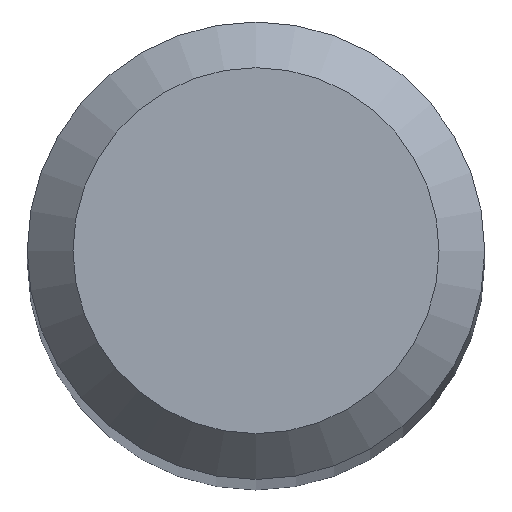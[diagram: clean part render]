
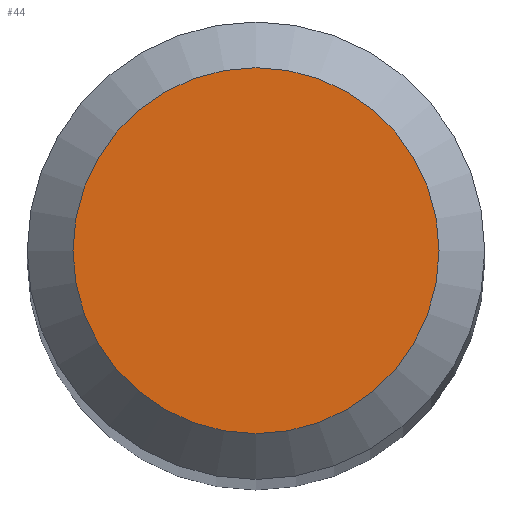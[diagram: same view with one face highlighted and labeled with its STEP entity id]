
A CAD part, top view. The second image highlights one B-rep face of the part: STEP entity #44.
In plain terms, the highlighted planar face has unit normal (0, 0, 1).
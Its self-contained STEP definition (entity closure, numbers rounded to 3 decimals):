
#13 = AXIS2_PLACEMENT_3D ( 'NONE', #57, #279, #150 ) ;
#14 = CARTESIAN_POINT ( 'NONE',  ( 0., 0., 46. ) ) ;
#36 = ORIENTED_EDGE ( 'NONE', *, *, #267, .F. ) ;
#44 = ADVANCED_FACE ( 'NONE', ( #167 ), #195, .T. ) ;
#57 = CARTESIAN_POINT ( 'NONE',  ( 0., 0., 46. ) ) ;
#110 = VERTEX_POINT ( 'NONE', #353 ) ;
#139 = DIRECTION ( 'NONE',  ( 0., -1., 0. ) ) ;
#150 = DIRECTION ( 'NONE',  ( 0., 1., 0. ) ) ;
#167 = FACE_OUTER_BOUND ( 'NONE', #368, .T. ) ;
#183 = AXIS2_PLACEMENT_3D ( 'NONE', #14, #316, #139 ) ;
#195 = PLANE ( 'NONE',  #183 ) ;
#236 = CIRCLE ( 'NONE', #13, 1.2 ) ;
#267 = EDGE_CURVE ( 'NONE', #110, #110, #236, .T. ) ;
#279 = DIRECTION ( 'NONE',  ( 0., 0., -1. ) ) ;
#316 = DIRECTION ( 'NONE',  ( 0., 0., 1. ) ) ;
#353 = CARTESIAN_POINT ( 'NONE',  ( 0., 1.2, 46. ) ) ;
#368 = EDGE_LOOP ( 'NONE', ( #36 ) ) ;
